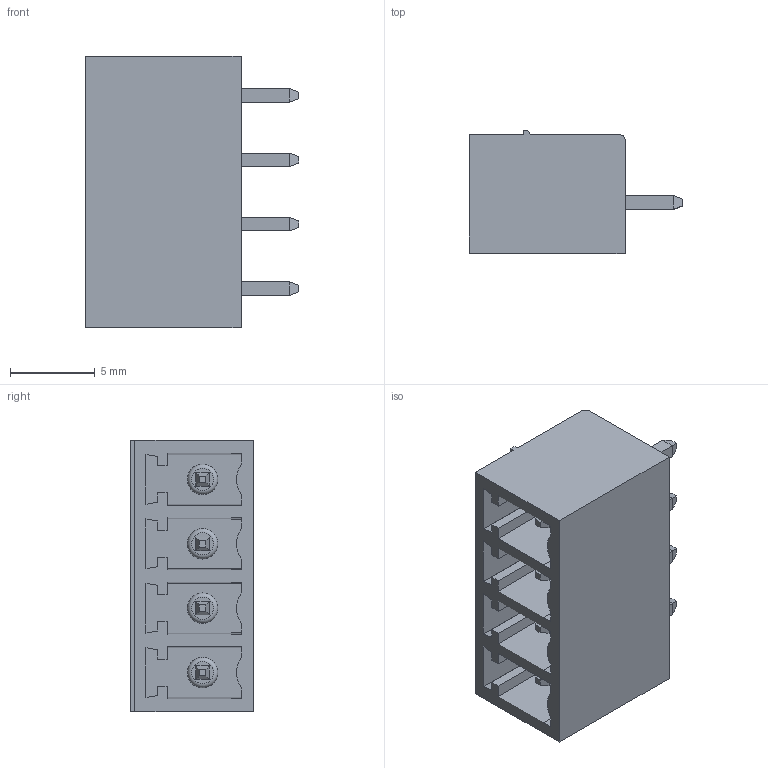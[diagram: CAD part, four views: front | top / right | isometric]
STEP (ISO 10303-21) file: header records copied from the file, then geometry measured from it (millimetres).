
FILE_DESCRIPTION( ( 'STEP AP203' ), '1' );
FILE_NAME( 'PV04-3.81-V-P.stp', ' ', ( ' ' ), ( ' ' ), 'PSStep 15.0.49', 'VISI 20.0', ' ' );
FILE_SCHEMA( ( 'AUTOMOTIVE_DESIGN { 1 0 10303 214 1 1 1 1 }' ) );
Length unit declared in the file: millimetre
Products named in the file (1): 1
Bounding box: 12.6 x 7.25 x 16.04 mm (x, y, z)
Volume: 635.8 mm3; surface area: 1310 mm2
Topology: 1 solids, 1 shells, 179 faces, 443 edges, 282 vertices
Faces by surface type: plane 166, cylinder 9, torus 4
Full cylindrical faces by diameter (mm): 1.8 x4
Entity records: 6532 total; most frequent: CARTESIAN_POINT 889, ORIENTED_EDGE 862, DIRECTION 813, EDGE_CURVE 431, LINE 409, VECTOR 409, VERTEX_POINT 278, EDGE_LOOP 203
